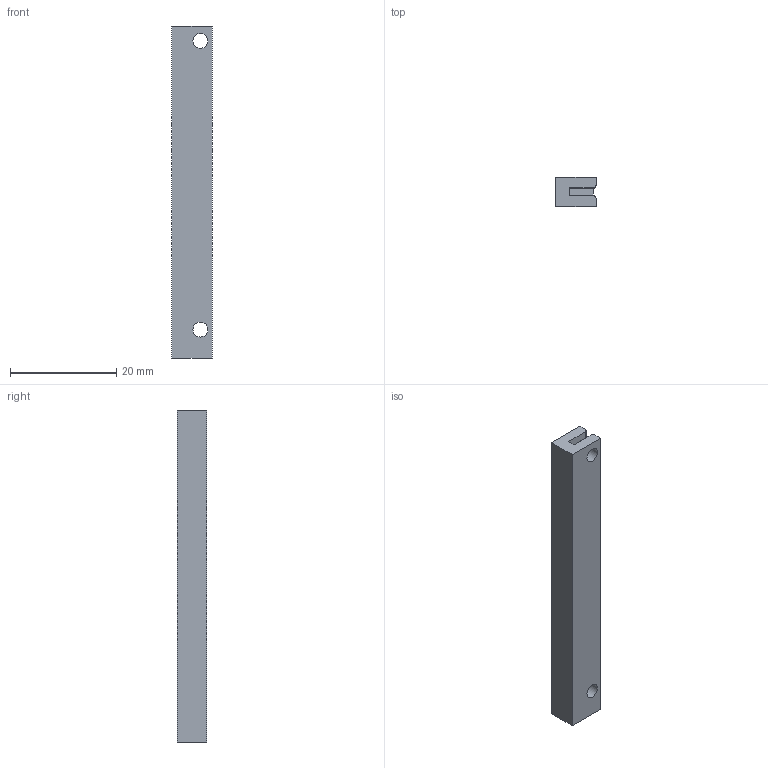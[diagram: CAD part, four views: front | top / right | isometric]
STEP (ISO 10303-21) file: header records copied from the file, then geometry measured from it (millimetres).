
FILE_DESCRIPTION(/* description */ (''),/* implementation_level */ '2;1');
FILE_NAME(/* name */ 'ProtoBoard Mount.step',/* time_stamp */ '2023-03-12T19:39:14-04:00',/* author */ (''),/* organization */ (''),/* preprocessor_version */ 'ST-DEVELOPER v19.2',/* originating_system */ 'Autodesk Translation Framework v11.17.0.187',/* authorisation */ '');
FILE_SCHEMA (('AUTOMOTIVE_DESIGN { 1 0 10303 214 3 1 1 }'));
Length unit declared in the file: millimetre
Products named in the file (1): ProtoBoard Mount
Bounding box: 7.54 x 5.5 x 62.54 mm (x, y, z)
Volume: 2085.7 mm3; surface area: 2309.1 mm2
Topology: 1 solids, 1 shells, 18 faces, 46 edges, 30 vertices
Faces by surface type: plane 12, cylinder 6
Full cylindrical faces by diameter (mm): 2.8 x4
Entity records: 595 total; most frequent: DIRECTION 96, CARTESIAN_POINT 95, ORIENTED_EDGE 92, EDGE_CURVE 46, LINE 34, VECTOR 34, AXIS2_PLACEMENT_3D 31, VERTEX_POINT 30
